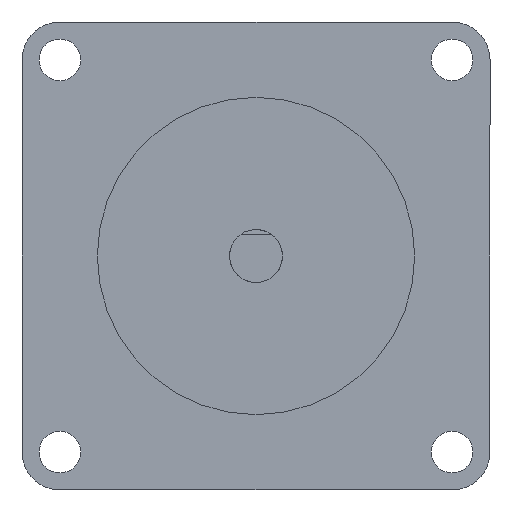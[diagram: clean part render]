
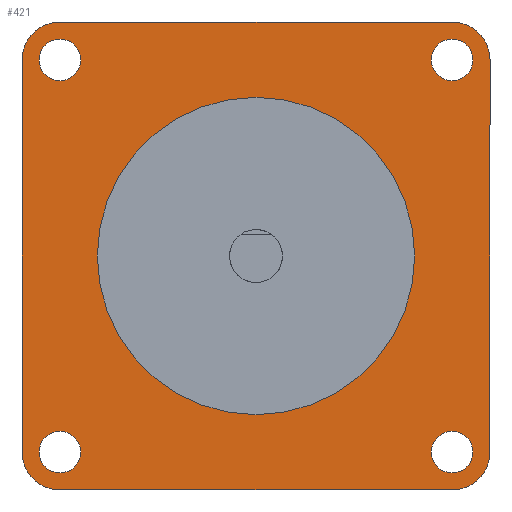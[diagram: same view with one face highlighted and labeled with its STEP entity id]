
A CAD part, front view. The second image highlights one B-rep face of the part: STEP entity #421.
In plain terms, the highlighted planar face has unit normal (0, -1, 0).
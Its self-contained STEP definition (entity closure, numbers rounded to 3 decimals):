
#179=CARTESIAN_POINT('',(-28.1,0.0,23.55));
#180=VERTEX_POINT('',#179);
#187=CARTESIAN_POINT('',(-23.55,0.0,28.1));
#188=VERTEX_POINT('',#187);
#189=CARTESIAN_POINT('',(-23.55,0.0,23.55));
#190=DIRECTION('',(0.0,-1.0,0.0));
#191=DIRECTION('',(0.0,0.0,-1.0));
#192=AXIS2_PLACEMENT_3D('',#189,#190,#191);
#193=CIRCLE('',#192,4.55);
#194=EDGE_CURVE('',#188,#180,#193,.T.);
#221=CARTESIAN_POINT('',(23.55,0.0,28.1));
#222=VERTEX_POINT('',#221);
#229=CARTESIAN_POINT('',(28.1,0.0,23.55));
#230=VERTEX_POINT('',#229);
#231=CARTESIAN_POINT('',(23.55,0.0,23.55));
#232=DIRECTION('',(0.0,-1.0,0.0));
#233=DIRECTION('',(-1.0,0.0,0.0));
#234=AXIS2_PLACEMENT_3D('',#231,#232,#233);
#235=CIRCLE('',#234,4.55);
#236=EDGE_CURVE('',#230,#222,#235,.T.);
#263=CARTESIAN_POINT('',(28.1,0.0,-23.55));
#264=VERTEX_POINT('',#263);
#271=CARTESIAN_POINT('',(23.55,0.0,-28.1));
#272=VERTEX_POINT('',#271);
#273=CARTESIAN_POINT('',(23.55,0.0,-23.55));
#274=DIRECTION('',(0.0,-1.0,0.0));
#275=DIRECTION('',(0.0,0.0,1.0));
#276=AXIS2_PLACEMENT_3D('',#273,#274,#275);
#277=CIRCLE('',#276,4.55);
#278=EDGE_CURVE('',#272,#264,#277,.T.);
#305=CARTESIAN_POINT('',(-23.55,0.0,-28.1));
#306=VERTEX_POINT('',#305);
#313=CARTESIAN_POINT('',(-28.1,0.0,-23.55));
#314=VERTEX_POINT('',#313);
#315=CARTESIAN_POINT('',(-23.55,0.0,-23.55));
#316=DIRECTION('',(0.0,-1.0,0.0));
#317=DIRECTION('',(1.0,0.0,0.0));
#318=AXIS2_PLACEMENT_3D('',#315,#316,#317);
#319=CIRCLE('',#318,4.55);
#320=EDGE_CURVE('',#314,#306,#319,.T.);
#331=CARTESIAN_POINT('',(0.,0.0,0.));
#332=DIRECTION('',(0.0,1.0,0.0));
#333=DIRECTION('',(0.0,0.0,1.0));
#334=AXIS2_PLACEMENT_3D('',#331,#332,#333);
#335=PLANE('',#334);
#336=ORIENTED_EDGE('',*,*,#194,.T.);
#337=CARTESIAN_POINT('',(-28.1,0.0,-23.55));
#338=DIRECTION('',(0.0,0.0,1.0));
#339=VECTOR('',#338,47.1);
#340=LINE('',#337,#339);
#341=EDGE_CURVE('',#314,#180,#340,.T.);
#342=ORIENTED_EDGE('',*,*,#341,.F.);
#343=ORIENTED_EDGE('',*,*,#320,.T.);
#344=CARTESIAN_POINT('',(23.55,0.0,-28.1));
#345=DIRECTION('',(-1.0,0.0,0.0));
#346=VECTOR('',#345,47.1);
#347=LINE('',#344,#346);
#348=EDGE_CURVE('',#272,#306,#347,.T.);
#349=ORIENTED_EDGE('',*,*,#348,.F.);
#350=ORIENTED_EDGE('',*,*,#278,.T.);
#351=CARTESIAN_POINT('',(28.1,0.0,23.55));
#352=DIRECTION('',(0.0,0.0,-1.0));
#353=VECTOR('',#352,47.1);
#354=LINE('',#351,#353);
#355=EDGE_CURVE('',#230,#264,#354,.T.);
#356=ORIENTED_EDGE('',*,*,#355,.F.);
#357=ORIENTED_EDGE('',*,*,#236,.T.);
#358=CARTESIAN_POINT('',(-23.55,0.0,28.1));
#359=DIRECTION('',(1.0,0.0,0.0));
#360=VECTOR('',#359,47.1);
#361=LINE('',#358,#360);
#362=EDGE_CURVE('',#188,#222,#361,.T.);
#363=ORIENTED_EDGE('',*,*,#362,.F.);
#364=EDGE_LOOP('',(#336,#342,#343,#349,#350,#356,#357,#363));
#365=FACE_OUTER_BOUND('',#364,.T.);
#366=CARTESIAN_POINT('',(19.05,0.0,0.));
#367=VERTEX_POINT('',#366);
#368=CARTESIAN_POINT('',(0.0,0.0,0.0));
#369=DIRECTION('',(0.0,1.0,0.0));
#370=DIRECTION('',(-1.0,0.0,0.0));
#371=AXIS2_PLACEMENT_3D('',#368,#369,#370);
#372=CIRCLE('',#371,19.05);
#373=EDGE_CURVE('',#367,#367,#372,.T.);
#374=ORIENTED_EDGE('',*,*,#373,.T.);
#375=EDGE_LOOP('',(#374));
#376=FACE_BOUND('',#375,.T.);
#377=CARTESIAN_POINT('',(-21.05,0.0,23.55));
#378=VERTEX_POINT('',#377);
#379=CARTESIAN_POINT('',(-23.55,0.0,23.55));
#380=DIRECTION('',(0.0,1.0,0.0));
#381=DIRECTION('',(1.0,0.0,0.0));
#382=AXIS2_PLACEMENT_3D('',#379,#380,#381);
#383=CIRCLE('',#382,2.5);
#384=EDGE_CURVE('',#378,#378,#383,.T.);
#385=ORIENTED_EDGE('',*,*,#384,.T.);
#386=EDGE_LOOP('',(#385));
#387=FACE_BOUND('',#386,.T.);
#388=CARTESIAN_POINT('',(26.05,0.0,23.55));
#389=VERTEX_POINT('',#388);
#390=CARTESIAN_POINT('',(23.55,0.0,23.55));
#391=DIRECTION('',(0.0,1.0,0.0));
#392=DIRECTION('',(1.0,0.0,0.0));
#393=AXIS2_PLACEMENT_3D('',#390,#391,#392);
#394=CIRCLE('',#393,2.5);
#395=EDGE_CURVE('',#389,#389,#394,.T.);
#396=ORIENTED_EDGE('',*,*,#395,.T.);
#397=EDGE_LOOP('',(#396));
#398=FACE_BOUND('',#397,.T.);
#399=CARTESIAN_POINT('',(26.05,0.0,-23.55));
#400=VERTEX_POINT('',#399);
#401=CARTESIAN_POINT('',(23.55,0.0,-23.55));
#402=DIRECTION('',(0.0,1.0,0.0));
#403=DIRECTION('',(1.0,0.0,0.0));
#404=AXIS2_PLACEMENT_3D('',#401,#402,#403);
#405=CIRCLE('',#404,2.5);
#406=EDGE_CURVE('',#400,#400,#405,.T.);
#407=ORIENTED_EDGE('',*,*,#406,.T.);
#408=EDGE_LOOP('',(#407));
#409=FACE_BOUND('',#408,.T.);
#410=CARTESIAN_POINT('',(-21.05,0.0,-23.55));
#411=VERTEX_POINT('',#410);
#412=CARTESIAN_POINT('',(-23.55,0.0,-23.55));
#413=DIRECTION('',(0.0,1.0,0.0));
#414=DIRECTION('',(1.0,0.0,0.0));
#415=AXIS2_PLACEMENT_3D('',#412,#413,#414);
#416=CIRCLE('',#415,2.5);
#417=EDGE_CURVE('',#411,#411,#416,.T.);
#418=ORIENTED_EDGE('',*,*,#417,.T.);
#419=EDGE_LOOP('',(#418));
#420=FACE_BOUND('',#419,.T.);
#421=ADVANCED_FACE('',(#365,#376,#387,#398,#409,#420),#335,.F.);
